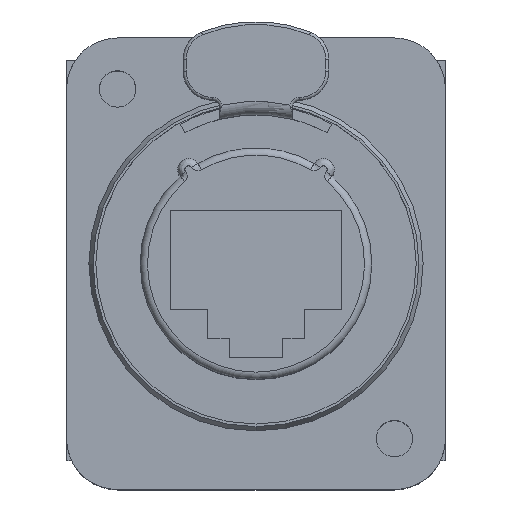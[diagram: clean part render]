
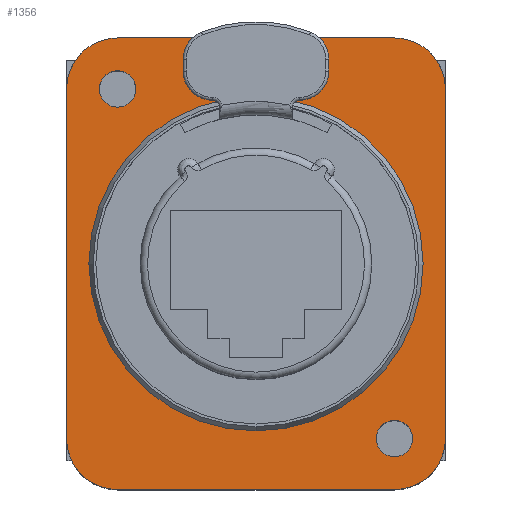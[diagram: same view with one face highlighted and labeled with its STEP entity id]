
A CAD part, top view. The second image highlights one B-rep face of the part: STEP entity #1356.
In plain terms, the highlighted planar face has unit normal (0, 0, 1).
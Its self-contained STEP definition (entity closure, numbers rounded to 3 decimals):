
#326=CARTESIAN_POINT('',(0.,0.,0.));
#327=DIRECTION('',(0.,0.,-1.));
#328=DIRECTION('',(0.,1.,0.));
#329=AXIS2_PLACEMENT_3D('',#326,#327,#328);
#339=CARTESIAN_POINT('',(0.,0.,0.));
#340=DIRECTION('',(0.,0.,1.));
#341=DIRECTION('',(0.,1.,0.));
#342=AXIS2_PLACEMENT_3D('',#339,#340,#341);
#344=DIRECTION('',(0.,1.,0.));
#345=VECTOR('',#344,24.);
#346=CARTESIAN_POINT('',(-13.,-12.,0.));
#347=LINE('',#346,#345);
#348=CARTESIAN_POINT('',(-9.5,12.,0.));
#349=DIRECTION('',(0.,0.,1.));
#350=DIRECTION('',(0.,1.,0.));
#351=AXIS2_PLACEMENT_3D('',#348,#349,#350);
#353=DIRECTION('',(1.,0.,0.));
#354=VECTOR('',#353,19.);
#355=CARTESIAN_POINT('',(-9.5,15.5,0.));
#356=LINE('',#355,#354);
#357=CARTESIAN_POINT('',(9.5,12.,0.));
#358=DIRECTION('',(0.,0.,1.));
#359=DIRECTION('',(1.,0.,0.));
#360=AXIS2_PLACEMENT_3D('',#357,#358,#359);
#362=DIRECTION('',(0.,-1.,0.));
#363=VECTOR('',#362,24.);
#364=CARTESIAN_POINT('',(13.,12.,0.));
#365=LINE('',#364,#363);
#366=CARTESIAN_POINT('',(9.5,-12.,0.));
#367=DIRECTION('',(0.,0.,1.));
#368=DIRECTION('',(0.,-1.,0.));
#369=AXIS2_PLACEMENT_3D('',#366,#367,#368);
#371=DIRECTION('',(-1.,0.,0.));
#372=VECTOR('',#371,19.);
#373=CARTESIAN_POINT('',(9.5,-15.5,0.));
#374=LINE('',#373,#372);
#375=CARTESIAN_POINT('',(-9.5,-12.,0.));
#376=DIRECTION('',(0.,0.,1.));
#377=DIRECTION('',(-1.,0.,0.));
#378=AXIS2_PLACEMENT_3D('',#375,#376,#377);
#380=CARTESIAN_POINT('',(-9.5,12.,0.));
#381=DIRECTION('',(0.,0.,1.));
#382=DIRECTION('',(1.,0.,0.));
#383=AXIS2_PLACEMENT_3D('',#380,#381,#382);
#385=CARTESIAN_POINT('',(-9.5,12.,0.));
#386=DIRECTION('',(0.,0.,1.));
#387=DIRECTION('',(-1.,0.,0.));
#388=AXIS2_PLACEMENT_3D('',#385,#386,#387);
#390=CARTESIAN_POINT('',(9.5,-12.,0.));
#391=DIRECTION('',(0.,0.,1.));
#392=DIRECTION('',(1.,0.,0.));
#393=AXIS2_PLACEMENT_3D('',#390,#391,#392);
#395=CARTESIAN_POINT('',(9.5,-12.,0.));
#396=DIRECTION('',(0.,0.,1.));
#397=DIRECTION('',(-1.,0.,0.));
#398=AXIS2_PLACEMENT_3D('',#395,#396,#397);
#972=CARTESIAN_POINT('',(-13.,-12.,0.));
#973=CARTESIAN_POINT('',(-13.,12.,0.));
#974=VERTEX_POINT('',#972);
#975=VERTEX_POINT('',#973);
#976=CARTESIAN_POINT('',(-9.5,15.5,0.));
#977=VERTEX_POINT('',#976);
#978=CARTESIAN_POINT('',(9.5,15.5,0.));
#979=VERTEX_POINT('',#978);
#980=CARTESIAN_POINT('',(13.,12.,0.));
#981=VERTEX_POINT('',#980);
#982=CARTESIAN_POINT('',(13.,-12.,0.));
#983=VERTEX_POINT('',#982);
#984=CARTESIAN_POINT('',(9.5,-15.5,0.));
#985=VERTEX_POINT('',#984);
#986=CARTESIAN_POINT('',(-9.5,-15.5,0.));
#987=VERTEX_POINT('',#986);
#988=CARTESIAN_POINT('',(-8.25,12.,0.));
#989=CARTESIAN_POINT('',(-10.75,12.,0.));
#990=VERTEX_POINT('',#988);
#991=VERTEX_POINT('',#989);
#992=CARTESIAN_POINT('',(10.75,-12.,0.));
#993=CARTESIAN_POINT('',(8.25,-12.,0.));
#994=VERTEX_POINT('',#992);
#995=VERTEX_POINT('',#993);
#1168=CARTESIAN_POINT('',(0.,11.469,0.));
#1170=VERTEX_POINT('',#1168);
#1172=CARTESIAN_POINT('',(0.,-11.469,0.));
#1174=VERTEX_POINT('',#1172);
#1317=CARTESIAN_POINT('',(0.,0.,0.));
#1318=DIRECTION('',(0.,0.,-1.));
#1319=DIRECTION('',(0.,-1.,0.));
#1320=AXIS2_PLACEMENT_3D('',#1317,#1318,#1319);
#1321=PLANE('',#1320);
#1323=ORIENTED_EDGE('',*,*,#1322,.T.);
#1325=ORIENTED_EDGE('',*,*,#1324,.F.);
#1327=ORIENTED_EDGE('',*,*,#1326,.T.);
#1329=ORIENTED_EDGE('',*,*,#1328,.F.);
#1331=ORIENTED_EDGE('',*,*,#1330,.T.);
#1333=ORIENTED_EDGE('',*,*,#1332,.F.);
#1335=ORIENTED_EDGE('',*,*,#1334,.T.);
#1337=ORIENTED_EDGE('',*,*,#1336,.F.);
#1338=EDGE_LOOP('',(#1323,#1325,#1327,#1329,#1331,#1333,#1335,#1337));
#1339=FACE_OUTER_BOUND('',#1338,.F.);
#1340=ORIENTED_EDGE('',*,*,#1312,.T.);
#1341=ORIENTED_EDGE('',*,*,#1296,.F.);
#1342=EDGE_LOOP('',(#1340,#1341));
#1343=FACE_BOUND('',#1342,.F.);
#1345=ORIENTED_EDGE('',*,*,#1344,.T.);
#1347=ORIENTED_EDGE('',*,*,#1346,.T.);
#1348=EDGE_LOOP('',(#1345,#1347));
#1349=FACE_BOUND('',#1348,.F.);
#1351=ORIENTED_EDGE('',*,*,#1350,.T.);
#1353=ORIENTED_EDGE('',*,*,#1352,.T.);
#1354=EDGE_LOOP('',(#1351,#1353));
#1355=FACE_BOUND('',#1354,.F.);
#330=CIRCLE('',#329,11.469);
#343=CIRCLE('',#342,11.469);
#352=CIRCLE('',#351,3.5);
#361=CIRCLE('',#360,3.5);
#370=CIRCLE('',#369,3.5);
#379=CIRCLE('',#378,3.5);
#384=CIRCLE('',#383,1.25);
#389=CIRCLE('',#388,1.25);
#394=CIRCLE('',#393,1.25);
#399=CIRCLE('',#398,1.25);
#1296=EDGE_CURVE('',#1170,#1174,#330,.T.);
#1312=EDGE_CURVE('',#1170,#1174,#343,.T.);
#1322=EDGE_CURVE('',#974,#975,#347,.T.);
#1324=EDGE_CURVE('',#977,#975,#352,.T.);
#1326=EDGE_CURVE('',#977,#979,#356,.T.);
#1328=EDGE_CURVE('',#981,#979,#361,.T.);
#1330=EDGE_CURVE('',#981,#983,#365,.T.);
#1332=EDGE_CURVE('',#985,#983,#370,.T.);
#1334=EDGE_CURVE('',#985,#987,#374,.T.);
#1336=EDGE_CURVE('',#974,#987,#379,.T.);
#1344=EDGE_CURVE('',#990,#991,#384,.T.);
#1346=EDGE_CURVE('',#991,#990,#389,.T.);
#1350=EDGE_CURVE('',#994,#995,#394,.T.);
#1352=EDGE_CURVE('',#995,#994,#399,.T.);
#1356=ADVANCED_FACE('',(#1339,#1343,#1349,#1355),#1321,.F.);
